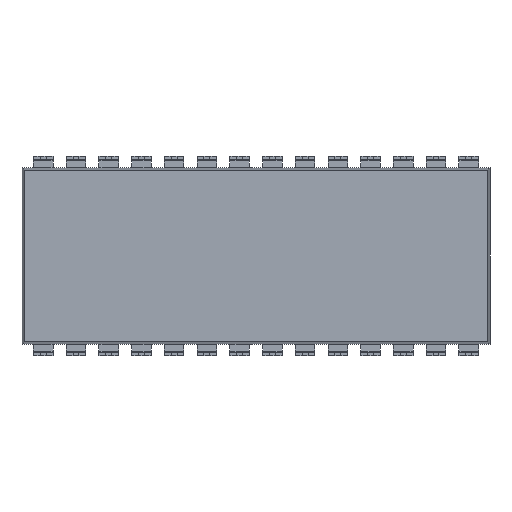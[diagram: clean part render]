
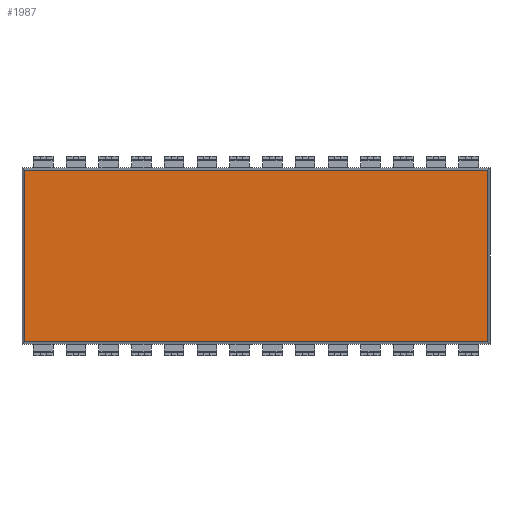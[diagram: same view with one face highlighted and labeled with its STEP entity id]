
A CAD part, front view. The second image highlights one B-rep face of the part: STEP entity #1987.
In plain terms, the highlighted planar face has unit normal (0, -1, 0).
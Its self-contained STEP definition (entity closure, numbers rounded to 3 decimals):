
#157 = CARTESIAN_POINT ( 'NONE',  ( 0., 0.51, 0. ) ) ;
#372 = EDGE_CURVE ( 'NONE', #9117, #4106, #2257, .T. ) ;
#863 = DIRECTION ( 'NONE',  ( 1., 0., 0. ) ) ;
#1071 = ORIENTED_EDGE ( 'NONE', *, *, #4933, .T. ) ;
#1120 = PLANE ( 'NONE',  #5760 ) ;
#1348 = CARTESIAN_POINT ( 'NONE',  ( -6.669, 0.51, 17.971 ) ) ;
#1987 = ADVANCED_FACE ( 'NONE', ( #2058 ), #1120, .T. ) ;
#2058 = FACE_OUTER_BOUND ( 'NONE', #4248, .T. ) ;
#2191 = ORIENTED_EDGE ( 'NONE', *, *, #372, .T. ) ;
#2257 = LINE ( 'NONE', #11968, #2946 ) ;
#2397 = VERTEX_POINT ( 'NONE', #4913 ) ;
#2789 = CARTESIAN_POINT ( 'NONE',  ( 6.669, 0.51, -18.16 ) ) ;
#2814 = CARTESIAN_POINT ( 'NONE',  ( 6.669, 0.51, 17.971 ) ) ;
#2819 = DIRECTION ( 'NONE',  ( 0., -1., 0. ) ) ;
#2908 = LINE ( 'NONE', #6725, #5675 ) ;
#2946 = VECTOR ( 'NONE', #5134, 1000. ) ;
#3109 = VECTOR ( 'NONE', #10870, 1000. ) ;
#4106 = VERTEX_POINT ( 'NONE', #1348 ) ;
#4248 = EDGE_LOOP ( 'NONE', ( #7265, #2191, #1071, #6298 ) ) ;
#4913 = CARTESIAN_POINT ( 'NONE',  ( 6.669, 0.51, -17.971 ) ) ;
#4933 = EDGE_CURVE ( 'NONE', #4106, #5367, #9006, .T. ) ;
#5134 = DIRECTION ( 'NONE',  ( -1., 0., 0. ) ) ;
#5367 = VERTEX_POINT ( 'NONE', #11815 ) ;
#5675 = VECTOR ( 'NONE', #6791, 1000. ) ;
#5760 = AXIS2_PLACEMENT_3D ( 'NONE', #157, #2819, #863 ) ;
#6298 = ORIENTED_EDGE ( 'NONE', *, *, #9499, .T. ) ;
#6667 = LINE ( 'NONE', #2789, #11309 ) ;
#6725 = CARTESIAN_POINT ( 'NONE',  ( -6.857, 0.51, -17.971 ) ) ;
#6791 = DIRECTION ( 'NONE',  ( 1., 0., 0. ) ) ;
#7265 = ORIENTED_EDGE ( 'NONE', *, *, #8349, .T. ) ;
#8349 = EDGE_CURVE ( 'NONE', #2397, #9117, #6667, .T. ) ;
#9006 = LINE ( 'NONE', #11828, #3109 ) ;
#9117 = VERTEX_POINT ( 'NONE', #2814 ) ;
#9499 = EDGE_CURVE ( 'NONE', #5367, #2397, #2908, .T. ) ;
#10563 = DIRECTION ( 'NONE',  ( 0., 0., 1. ) ) ;
#10870 = DIRECTION ( 'NONE',  ( 0., 0., -1. ) ) ;
#11309 = VECTOR ( 'NONE', #10563, 1000. ) ;
#11815 = CARTESIAN_POINT ( 'NONE',  ( -6.669, 0.51, -17.971 ) ) ;
#11828 = CARTESIAN_POINT ( 'NONE',  ( -6.669, 0.51, 18.16 ) ) ;
#11968 = CARTESIAN_POINT ( 'NONE',  ( 6.858, 0.51, 17.971 ) ) ;
